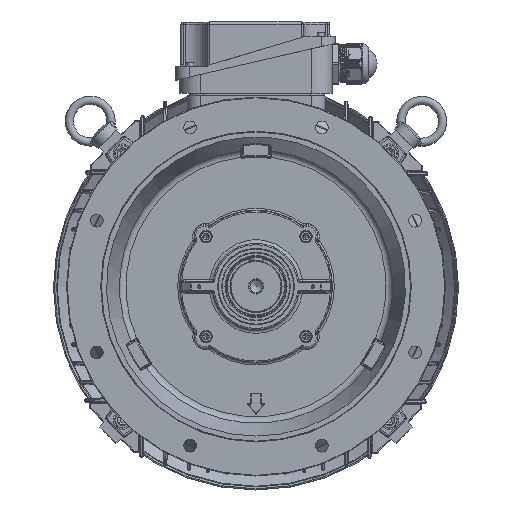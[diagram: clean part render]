
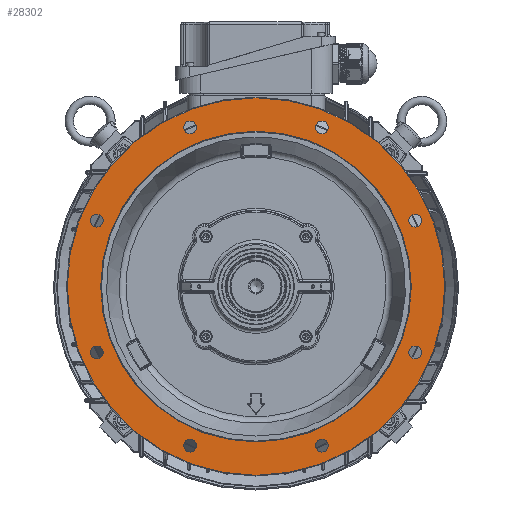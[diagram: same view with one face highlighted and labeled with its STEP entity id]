
A CAD part, top view. The second image highlights one B-rep face of the part: STEP entity #28302.
In plain terms, the highlighted planar face has unit normal (0, 0, 1).
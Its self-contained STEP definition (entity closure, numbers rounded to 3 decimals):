
#5434=FACE_BOUND('',#37341,.T.);
#5435=FACE_BOUND('',#37342,.T.);
#5436=FACE_BOUND('',#37343,.T.);
#5437=FACE_BOUND('',#37344,.T.);
#5438=FACE_BOUND('',#37345,.T.);
#5439=FACE_BOUND('',#37346,.T.);
#5440=FACE_BOUND('',#37347,.T.);
#5441=FACE_BOUND('',#37348,.T.);
#5442=FACE_BOUND('',#37349,.T.);
#5443=FACE_BOUND('',#37350,.T.);
#24077=CIRCLE('',#96910,274.);
#24079=CIRCLE('',#96913,9.25);
#24081=CIRCLE('',#96916,9.25);
#24083=CIRCLE('',#96919,9.25);
#24085=CIRCLE('',#96922,9.25);
#24087=CIRCLE('',#96925,9.25);
#24089=CIRCLE('',#96928,9.25);
#24091=CIRCLE('',#96931,9.25);
#24093=CIRCLE('',#96934,9.25);
#24393=CIRCLE('',#97362,225.4);
#28302=ADVANCED_FACE('',(#5434,#5435,#5436,#5437,#5438,#5439,#5440,#5441,
#5442,#5443),#31349,.T.);
#31349=PLANE('',#97363);
#37341=EDGE_LOOP('',(#48899));
#37342=EDGE_LOOP('',(#48900));
#37343=EDGE_LOOP('',(#48901));
#37344=EDGE_LOOP('',(#48902));
#37345=EDGE_LOOP('',(#48903));
#37346=EDGE_LOOP('',(#48904));
#37347=EDGE_LOOP('',(#48905));
#37348=EDGE_LOOP('',(#48906));
#37349=EDGE_LOOP('',(#48907));
#37350=EDGE_LOOP('',(#48908));
#48899=ORIENTED_EDGE('',*,*,#75436,.T.);
#48900=ORIENTED_EDGE('',*,*,#74678,.T.);
#48901=ORIENTED_EDGE('',*,*,#74680,.T.);
#48902=ORIENTED_EDGE('',*,*,#74682,.T.);
#48903=ORIENTED_EDGE('',*,*,#74684,.T.);
#48904=ORIENTED_EDGE('',*,*,#74686,.T.);
#48905=ORIENTED_EDGE('',*,*,#74688,.T.);
#48906=ORIENTED_EDGE('',*,*,#74690,.T.);
#48907=ORIENTED_EDGE('',*,*,#74692,.T.);
#48908=ORIENTED_EDGE('',*,*,#74676,.T.);
#63772=VERTEX_POINT('',#140795);
#63774=VERTEX_POINT('',#140800);
#63776=VERTEX_POINT('',#140805);
#63778=VERTEX_POINT('',#140810);
#63780=VERTEX_POINT('',#140815);
#63782=VERTEX_POINT('',#140820);
#63784=VERTEX_POINT('',#140825);
#63786=VERTEX_POINT('',#140830);
#63788=VERTEX_POINT('',#140835);
#64295=VERTEX_POINT('',#146555);
#74676=EDGE_CURVE('',#63772,#63772,#24077,.T.);
#74678=EDGE_CURVE('',#63774,#63774,#24079,.T.);
#74680=EDGE_CURVE('',#63776,#63776,#24081,.T.);
#74682=EDGE_CURVE('',#63778,#63778,#24083,.T.);
#74684=EDGE_CURVE('',#63780,#63780,#24085,.T.);
#74686=EDGE_CURVE('',#63782,#63782,#24087,.T.);
#74688=EDGE_CURVE('',#63784,#63784,#24089,.T.);
#74690=EDGE_CURVE('',#63786,#63786,#24091,.T.);
#74692=EDGE_CURVE('',#63788,#63788,#24093,.T.);
#75436=EDGE_CURVE('',#64295,#64295,#24393,.T.);
#96910=AXIS2_PLACEMENT_3D('',#140794,#110658,#110659);
#96913=AXIS2_PLACEMENT_3D('',#140799,#110664,#110665);
#96916=AXIS2_PLACEMENT_3D('',#140804,#110670,#110671);
#96919=AXIS2_PLACEMENT_3D('',#140809,#110676,#110677);
#96922=AXIS2_PLACEMENT_3D('',#140814,#110682,#110683);
#96925=AXIS2_PLACEMENT_3D('',#140819,#110688,#110689);
#96928=AXIS2_PLACEMENT_3D('',#140824,#110694,#110695);
#96931=AXIS2_PLACEMENT_3D('',#140829,#110700,#110701);
#96934=AXIS2_PLACEMENT_3D('',#140834,#110706,#110707);
#97362=AXIS2_PLACEMENT_3D('',#146554,#111656,#111657);
#97363=AXIS2_PLACEMENT_3D('',#146556,#111658,#111659);
#110658=DIRECTION('',(0.,0.,1.));
#110659=DIRECTION('',(0.,-1.,0.));
#110664=DIRECTION('',(0.,0.,-1.));
#110665=DIRECTION('',(0.,1.,0.));
#110670=DIRECTION('',(0.,0.,-1.));
#110671=DIRECTION('',(0.,1.,0.));
#110676=DIRECTION('',(0.,0.,-1.));
#110677=DIRECTION('',(0.,1.,0.));
#110682=DIRECTION('',(0.,0.,-1.));
#110683=DIRECTION('',(0.,1.,0.));
#110688=DIRECTION('',(0.,0.,-1.));
#110689=DIRECTION('',(0.,1.,0.));
#110694=DIRECTION('',(0.,0.,-1.));
#110695=DIRECTION('',(0.,1.,0.));
#110700=DIRECTION('',(0.,0.,-1.));
#110701=DIRECTION('',(0.,1.,0.));
#110706=DIRECTION('',(0.,0.,-1.));
#110707=DIRECTION('',(0.,1.,0.));
#111656=DIRECTION('',(0.,0.,-1.));
#111657=DIRECTION('',(0.,-1.,0.));
#111658=DIRECTION('',(0.,0.,1.));
#111659=DIRECTION('',(0.,-1.,0.));
#140794=CARTESIAN_POINT('',(0.,0.,108.8));
#140795=CARTESIAN_POINT('',(0.,-274.,108.8));
#140799=CARTESIAN_POINT('',(230.97,95.671,108.8));
#140800=CARTESIAN_POINT('',(230.97,104.921,108.8));
#140804=CARTESIAN_POINT('',(230.97,-95.671,108.8));
#140805=CARTESIAN_POINT('',(230.97,-86.421,108.8));
#140809=CARTESIAN_POINT('',(95.671,-230.97,108.8));
#140810=CARTESIAN_POINT('',(95.671,-221.72,108.8));
#140814=CARTESIAN_POINT('',(-95.671,-230.97,108.8));
#140815=CARTESIAN_POINT('',(-95.671,-221.72,108.8));
#140819=CARTESIAN_POINT('',(-230.97,-95.671,108.8));
#140820=CARTESIAN_POINT('',(-230.97,-86.421,108.8));
#140824=CARTESIAN_POINT('',(-230.97,95.671,108.8));
#140825=CARTESIAN_POINT('',(-230.97,104.921,108.8));
#140829=CARTESIAN_POINT('',(-95.671,230.97,108.8));
#140830=CARTESIAN_POINT('',(-95.671,240.22,108.8));
#140834=CARTESIAN_POINT('',(95.671,230.97,108.8));
#140835=CARTESIAN_POINT('',(95.671,240.22,108.8));
#146554=CARTESIAN_POINT('',(0.,0.,108.8));
#146555=CARTESIAN_POINT('',(0.,-225.4,108.8));
#146556=CARTESIAN_POINT('',(0.,0.,108.8));
